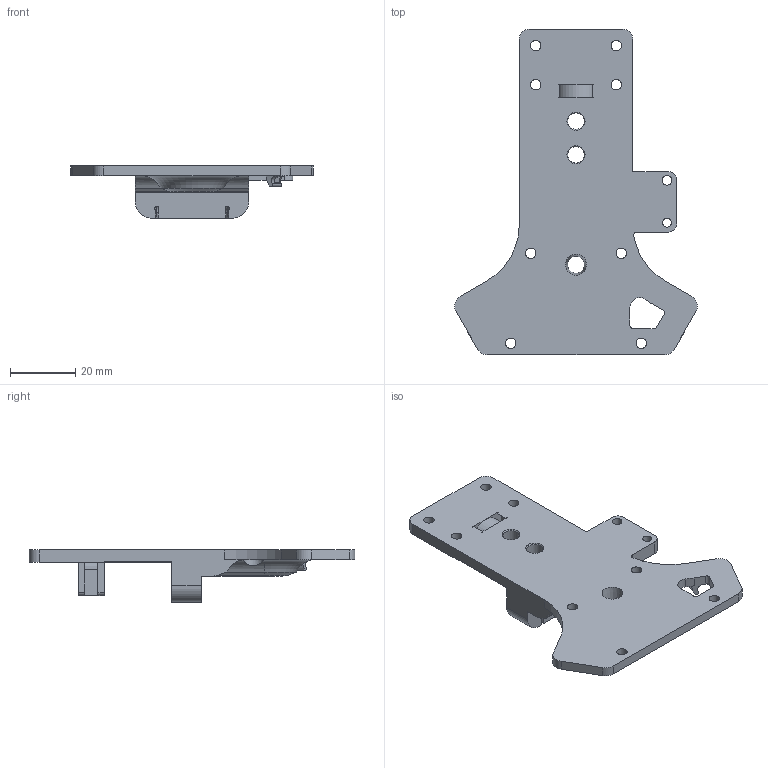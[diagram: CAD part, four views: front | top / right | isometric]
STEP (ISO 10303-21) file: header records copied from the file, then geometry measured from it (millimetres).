
FILE_DESCRIPTION(/* description */ (''),/* implementation_level */ '2;1');
FILE_NAME(/* name */ 'carriage_back_plate_assembly.step',/* time_stamp */ '2020-08-01T22:47:11-04:00',/* author */ (''),/* organization */ (''),/* preprocessor_version */ 'ST-DEVELOPER v18.1',/* originating_system */ 'Autodesk Translation Framework v9.3.0.1241',/* authorisation */ '');
FILE_SCHEMA (('AUTOMOTIVE_DESIGN { 1 0 10303 214 3 1 1 }'));
Length unit declared in the file: millimetre
Products named in the file (3): carriage_back_plate_assembly; carriage_back_plate_with_inserts; carriage_Carriage Back Plate
Assembly tree (2 placements, depth 3):
  carriage_back_plate_assembly
    carriage_back_plate_with_inserts
      carriage_Carriage Back Plate
Bounding box: 74.3 x 99.67 x 16 mm (x, y, z)
Volume: 22000.2 mm3; surface area: 12673.8 mm2
Topology: 1 solids, 1 shells, 299 faces, 837 edges, 546 vertices
Faces by surface type: plane 154, cylinder 105, bspline 33, cone 4, torus 3
Full cylindrical faces by diameter (mm): 2.75 x1, 3 x1, 3.2 x8, 5.05 x2, 5.2 x1
Entity records: 11903 total; most frequent: CARTESIAN_POINT 4119, ORIENTED_EDGE 1674, DIRECTION 1522, EDGE_CURVE 837, VERTEX_POINT 546, LINE 538, VECTOR 538, AXIS2_PLACEMENT_3D 492
